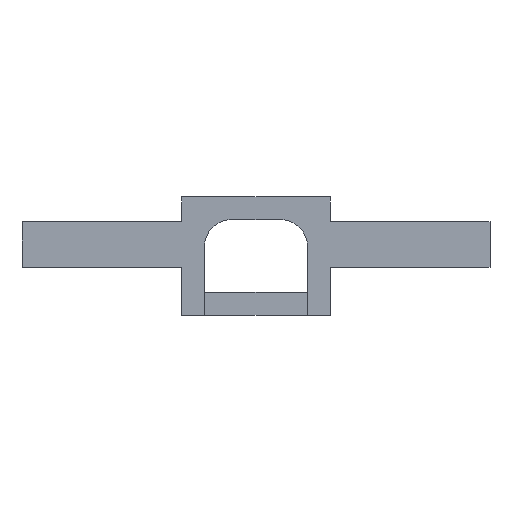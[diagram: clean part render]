
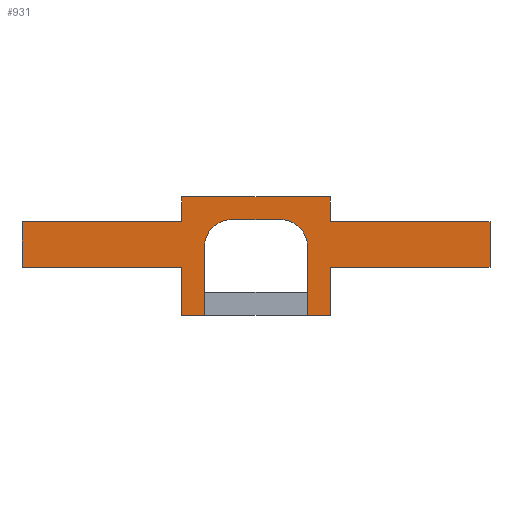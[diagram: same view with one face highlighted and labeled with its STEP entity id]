
A CAD part, top view. The second image highlights one B-rep face of the part: STEP entity #931.
In plain terms, the highlighted planar face has unit normal (0, 0, 1).
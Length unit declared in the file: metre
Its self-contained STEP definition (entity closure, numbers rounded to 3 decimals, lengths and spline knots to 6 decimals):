
#8 = CARTESIAN_POINT('NONE', (0.01075, 0.031881, 0.005));
#9 = VERTEX_POINT('NONE', #8);
#10 = CARTESIAN_POINT('NONE', (0, 0.031881, 0.005));
#11 = VERTEX_POINT('NONE', #10);
#14 = CARTESIAN_POINT('NONE', (0.022631, 0.02, 0.005));
#15 = VERTEX_POINT('NONE', #14);
#18 = CARTESIAN_POINT('NONE', (0.022631, -0.01, 0.005));
#19 = VERTEX_POINT('NONE', #18);
#22 = CARTESIAN_POINT('NONE', (0.032631, -0.01, 0.005));
#23 = VERTEX_POINT('NONE', #22);
#26 = CARTESIAN_POINT('NONE', (0.032631, 0.010941, 0.005));
#27 = VERTEX_POINT('NONE', #26);
#30 = CARTESIAN_POINT('NONE', (0.102631, 0.010941, 0.005));
#31 = VERTEX_POINT('NONE', #30);
#34 = CARTESIAN_POINT('NONE', (0.102631, 0.030941, 0.005));
#35 = VERTEX_POINT('NONE', #34);
#38 = CARTESIAN_POINT('NONE', (0.032631, 0.030941, 0.005));
#39 = VERTEX_POINT('NONE', #38);
#42 = CARTESIAN_POINT('NONE', (0.032631, 0.041881, 0.005));
#43 = VERTEX_POINT('NONE', #42);
#46 = CARTESIAN_POINT('NONE', (-0.032631, 0.041881, 0.005));
#47 = VERTEX_POINT('NONE', #46);
#50 = CARTESIAN_POINT('NONE', (-0.032631, 0.030941, 0.005));
#51 = VERTEX_POINT('NONE', #50);
#54 = CARTESIAN_POINT('NONE', (-0.102631, 0.030941, 0.005));
#55 = VERTEX_POINT('NONE', #54);
#58 = CARTESIAN_POINT('NONE', (-0.102631, 0.010941, 0.005));
#59 = VERTEX_POINT('NONE', #58);
#62 = CARTESIAN_POINT('NONE', (-0.032631, 0.010941, 0.005));
#63 = VERTEX_POINT('NONE', #62);
#66 = CARTESIAN_POINT('NONE', (-0.032631, -0.01, 0.005));
#67 = VERTEX_POINT('NONE', #66);
#70 = CARTESIAN_POINT('NONE', (-0.022631, -0.01, 0.005));
#71 = VERTEX_POINT('NONE', #70);
#74 = CARTESIAN_POINT('NONE', (-0.022631, 0.02, 0.005));
#75 = VERTEX_POINT('NONE', #74);
#78 = CARTESIAN_POINT('NONE', (-0.01075, 0.031881, 0.005));
#79 = VERTEX_POINT('NONE', #78);
#136 = DIRECTION('NONE', (1, 0, 0));
#137 = VECTOR('NONE', #136, 1);
#138 = CARTESIAN_POINT('NONE', (0, 0.031881, 0.005));
#139 = LINE('NONE', #138, #137);
#153 = DIRECTION('NONE', (0., 1, -0));
#154 = DIRECTION('NONE', (0, -0, -1));
#155 = CARTESIAN_POINT('NONE', (0.01075, 0.02, 0.005));
#156 = AXIS2_PLACEMENT_3D('NONE', #155, #154, #153);
#157 = CIRCLE('NONE', #156, 0.011881);
#166 = DIRECTION('NONE', (0, -1, 0));
#167 = VECTOR('NONE', #166, 1);
#168 = CARTESIAN_POINT('NONE', (0.022631, 0.02, 0.005));
#169 = LINE('NONE', #168, #167);
#178 = DIRECTION('NONE', (1, 0, 0));
#179 = VECTOR('NONE', #178, 1);
#180 = CARTESIAN_POINT('NONE', (0.022631, -0.01, 0.005));
#181 = LINE('NONE', #180, #179);
#190 = DIRECTION('NONE', (0, 1, 0));
#191 = VECTOR('NONE', #190, 1);
#192 = CARTESIAN_POINT('NONE', (0.032631, -0.01, 0.005));
#193 = LINE('NONE', #192, #191);
#202 = DIRECTION('NONE', (1, 0, 0));
#203 = VECTOR('NONE', #202, 1);
#204 = CARTESIAN_POINT('NONE', (0.032631, 0.010941, 0.005));
#205 = LINE('NONE', #204, #203);
#214 = DIRECTION('NONE', (0, 1, 0));
#215 = VECTOR('NONE', #214, 1);
#216 = CARTESIAN_POINT('NONE', (0.102631, 0.010941, 0.005));
#217 = LINE('NONE', #216, #215);
#226 = DIRECTION('NONE', (-1, 0, 0));
#227 = VECTOR('NONE', #226, 1);
#228 = CARTESIAN_POINT('NONE', (0.102631, 0.030941, 0.005));
#229 = LINE('NONE', #228, #227);
#238 = DIRECTION('NONE', (0, 1, 0));
#239 = VECTOR('NONE', #238, 1);
#240 = CARTESIAN_POINT('NONE', (0.032631, 0.030941, 0.005));
#241 = LINE('NONE', #240, #239);
#250 = DIRECTION('NONE', (-1, 0, 0));
#251 = VECTOR('NONE', #250, 1);
#252 = CARTESIAN_POINT('NONE', (0.032631, 0.041881, 0.005));
#253 = LINE('NONE', #252, #251);
#262 = DIRECTION('NONE', (0, -1, 0));
#263 = VECTOR('NONE', #262, 1);
#264 = CARTESIAN_POINT('NONE', (-0.032631, 0.041881, 0.005));
#265 = LINE('NONE', #264, #263);
#274 = DIRECTION('NONE', (-1, 0, 0));
#275 = VECTOR('NONE', #274, 1);
#276 = CARTESIAN_POINT('NONE', (-0.032631, 0.030941, 0.005));
#277 = LINE('NONE', #276, #275);
#286 = DIRECTION('NONE', (0, -1, 0));
#287 = VECTOR('NONE', #286, 1);
#288 = CARTESIAN_POINT('NONE', (-0.102631, 0.030941, 0.005));
#289 = LINE('NONE', #288, #287);
#298 = DIRECTION('NONE', (1, 0, 0));
#299 = VECTOR('NONE', #298, 1);
#300 = CARTESIAN_POINT('NONE', (-0.102631, 0.010941, 0.005));
#301 = LINE('NONE', #300, #299);
#310 = DIRECTION('NONE', (0, -1, 0));
#311 = VECTOR('NONE', #310, 1);
#312 = CARTESIAN_POINT('NONE', (-0.032631, 0.010941, 0.005));
#313 = LINE('NONE', #312, #311);
#322 = DIRECTION('NONE', (1, 0, 0));
#323 = VECTOR('NONE', #322, 1);
#324 = CARTESIAN_POINT('NONE', (-0.032631, -0.01, 0.005));
#325 = LINE('NONE', #324, #323);
#334 = DIRECTION('NONE', (0, 1, 0));
#335 = VECTOR('NONE', #334, 1);
#336 = CARTESIAN_POINT('NONE', (-0.022631, -0.01, 0.005));
#337 = LINE('NONE', #336, #335);
#347 = DIRECTION('NONE', (-1, 0., -0));
#348 = DIRECTION('NONE', (0, 0, -1));
#349 = CARTESIAN_POINT('NONE', (-0.01075, 0.02, 0.005));
#350 = AXIS2_PLACEMENT_3D('NONE', #349, #348, #347);
#351 = CIRCLE('NONE', #350, 0.011881);
#356 = DIRECTION('NONE', (1, 0, 0));
#357 = VECTOR('NONE', #356, 1);
#358 = CARTESIAN_POINT('NONE', (-0.01075, 0.031881, 0.005));
#359 = LINE('NONE', #358, #357);
#506 = EDGE_CURVE('NONE', #11, #9, #139, .T.);
#510 = EDGE_CURVE('NONE', #9, #15, #157, .T.);
#513 = EDGE_CURVE('NONE', #15, #19, #169, .T.);
#516 = EDGE_CURVE('NONE', #19, #23, #181, .T.);
#519 = EDGE_CURVE('NONE', #23, #27, #193, .T.);
#522 = EDGE_CURVE('NONE', #27, #31, #205, .T.);
#525 = EDGE_CURVE('NONE', #31, #35, #217, .T.);
#528 = EDGE_CURVE('NONE', #35, #39, #229, .T.);
#531 = EDGE_CURVE('NONE', #39, #43, #241, .T.);
#534 = EDGE_CURVE('NONE', #43, #47, #253, .T.);
#537 = EDGE_CURVE('NONE', #47, #51, #265, .T.);
#540 = EDGE_CURVE('NONE', #51, #55, #277, .T.);
#543 = EDGE_CURVE('NONE', #55, #59, #289, .T.);
#546 = EDGE_CURVE('NONE', #59, #63, #301, .T.);
#549 = EDGE_CURVE('NONE', #63, #67, #313, .T.);
#552 = EDGE_CURVE('NONE', #67, #71, #325, .T.);
#555 = EDGE_CURVE('NONE', #71, #75, #337, .T.);
#558 = EDGE_CURVE('NONE', #75, #79, #351, .T.);
#560 = EDGE_CURVE('NONE', #79, #11, #359, .T.);
#679 = CARTESIAN_POINT('NONE', (0, 0, 0.005));
#680 = DIRECTION('NONE', (0, 0, 1));
#681 = AXIS2_PLACEMENT_3D('NONE', #679, #680, $);
#682 = PLANE('NONE', #681);
#910 = ORIENTED_EDGE('NONE', *, *, #506, .T.);
#911 = ORIENTED_EDGE('NONE', *, *, #510, .T.);
#912 = ORIENTED_EDGE('NONE', *, *, #513, .T.);
#913 = ORIENTED_EDGE('NONE', *, *, #516, .T.);
#914 = ORIENTED_EDGE('NONE', *, *, #519, .T.);
#915 = ORIENTED_EDGE('NONE', *, *, #522, .T.);
#916 = ORIENTED_EDGE('NONE', *, *, #525, .T.);
#917 = ORIENTED_EDGE('NONE', *, *, #528, .T.);
#918 = ORIENTED_EDGE('NONE', *, *, #531, .T.);
#919 = ORIENTED_EDGE('NONE', *, *, #534, .T.);
#920 = ORIENTED_EDGE('NONE', *, *, #537, .T.);
#921 = ORIENTED_EDGE('NONE', *, *, #540, .T.);
#922 = ORIENTED_EDGE('NONE', *, *, #543, .T.);
#923 = ORIENTED_EDGE('NONE', *, *, #546, .T.);
#924 = ORIENTED_EDGE('NONE', *, *, #549, .T.);
#925 = ORIENTED_EDGE('NONE', *, *, #552, .T.);
#926 = ORIENTED_EDGE('NONE', *, *, #555, .T.);
#927 = ORIENTED_EDGE('NONE', *, *, #558, .T.);
#928 = ORIENTED_EDGE('NONE', *, *, #560, .T.);
#929 = EDGE_LOOP('NONE', (#910, #911, #912, #913, #914, #915, #916, #917, #918, #919, #920, #921, #922, #923, #924, #925, #926, #927, #928));
#930 = FACE_BOUND('NONE', #929, .T.);
#931 = ADVANCED_FACE('NONE', (#930), #682, .T.);
